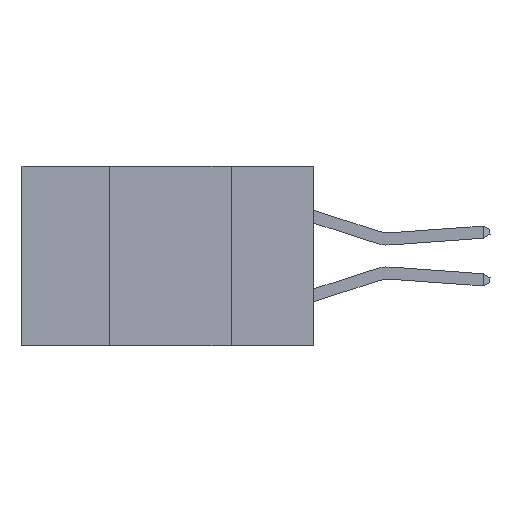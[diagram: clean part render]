
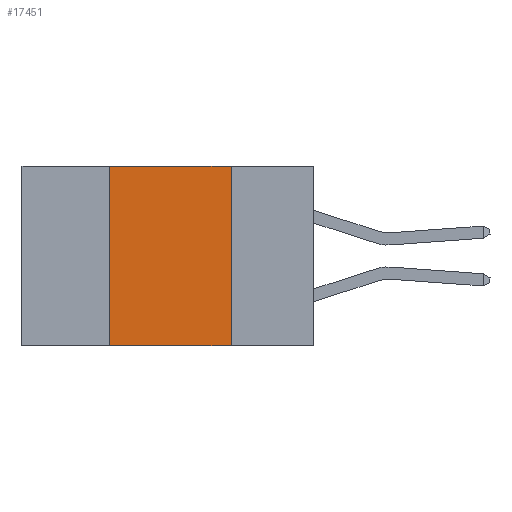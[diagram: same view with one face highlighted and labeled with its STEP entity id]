
A CAD part, left-side view. The second image highlights one B-rep face of the part: STEP entity #17451.
In plain terms, the highlighted planar face has unit normal (-1, 0, 0).
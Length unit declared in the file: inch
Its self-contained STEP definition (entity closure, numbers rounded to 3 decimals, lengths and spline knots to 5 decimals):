
#1816 = EDGE_CURVE ( 'NONE', #5094, #12514, #2208, .T. ) ;
#1852 = VERTEX_POINT ( 'NONE', #6819 ) ;
#1924 = PLANE ( 'NONE',  #11182 ) ;
#2208 = LINE ( 'NONE', #17766, #2662 ) ;
#2662 = VECTOR ( 'NONE', #9556, 39.37008 ) ;
#2822 = ORIENTED_EDGE ( 'NONE', *, *, #12574, .F. ) ;
#2995 = FACE_OUTER_BOUND ( 'NONE', #16625, .T. ) ;
#3423 = DIRECTION ( 'NONE',  ( 1., 0., 0. ) ) ;
#4048 = EDGE_CURVE ( 'NONE', #12514, #1852, #8141, .T. ) ;
#4560 = DIRECTION ( 'NONE',  ( 0., -1., 0. ) ) ;
#5094 = VERTEX_POINT ( 'NONE', #13466 ) ;
#5325 = ORIENTED_EDGE ( 'NONE', *, *, #10367, .T. ) ;
#5465 = VECTOR ( 'NONE', #4560, 39.37008 ) ;
#6819 = CARTESIAN_POINT ( 'NONE',  ( 0., 0.17, -0.37 ) ) ;
#8141 = LINE ( 'NONE', #10982, #11379 ) ;
#8289 = VECTOR ( 'NONE', #10871, 39.37008 ) ;
#8738 = LINE ( 'NONE', #14929, #8289 ) ;
#8869 = ORIENTED_EDGE ( 'NONE', *, *, #1816, .F. ) ;
#9095 = ORIENTED_EDGE ( 'NONE', *, *, #4048, .F. ) ;
#9275 = LINE ( 'NONE', #15695, #5465 ) ;
#9556 = DIRECTION ( 'NONE',  ( 0., -1., 0. ) ) ;
#10367 = EDGE_CURVE ( 'NONE', #14821, #1852, #9275, .T. ) ;
#10871 = DIRECTION ( 'NONE',  ( 0., 0., 1. ) ) ;
#10982 = CARTESIAN_POINT ( 'NONE',  ( 0., 0.17, 0. ) ) ;
#11182 = AXIS2_PLACEMENT_3D ( 'NONE', #14643, #3423, #13344 ) ;
#11379 = VECTOR ( 'NONE', #12356, 39.37008 ) ;
#12356 = DIRECTION ( 'NONE',  ( 0., 0., -1. ) ) ;
#12514 = VERTEX_POINT ( 'NONE', #16143 ) ;
#12574 = EDGE_CURVE ( 'NONE', #14821, #5094, #8738, .T. ) ;
#13089 = CARTESIAN_POINT ( 'NONE',  ( 0., 0.42, -0.37 ) ) ;
#13344 = DIRECTION ( 'NONE',  ( 0., 0., -1. ) ) ;
#13466 = CARTESIAN_POINT ( 'NONE',  ( 0., 0.42, 0. ) ) ;
#14643 = CARTESIAN_POINT ( 'NONE',  ( 0., 0.6, 0. ) ) ;
#14821 = VERTEX_POINT ( 'NONE', #13089 ) ;
#14929 = CARTESIAN_POINT ( 'NONE',  ( 0., 0.42, 0. ) ) ;
#15695 = CARTESIAN_POINT ( 'NONE',  ( 0., 0.6, -0.37 ) ) ;
#16143 = CARTESIAN_POINT ( 'NONE',  ( 0., 0.17, 0. ) ) ;
#16625 = EDGE_LOOP ( 'NONE', ( #9095, #8869, #2822, #5325 ) ) ;
#17451 = ADVANCED_FACE ( 'NONE', ( #2995 ), #1924, .F. ) ;
#17766 = CARTESIAN_POINT ( 'NONE',  ( 0., 0.6, 0. ) ) ;
